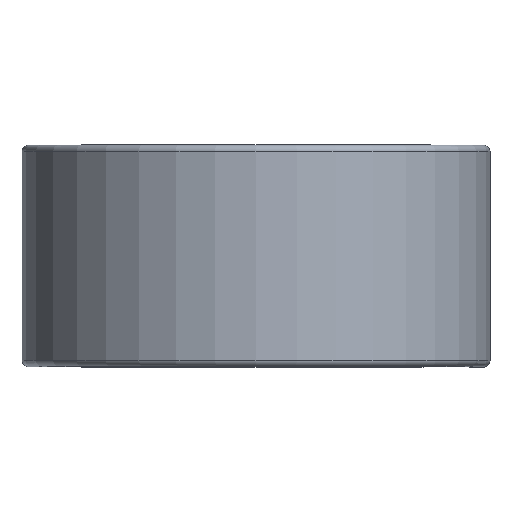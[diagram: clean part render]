
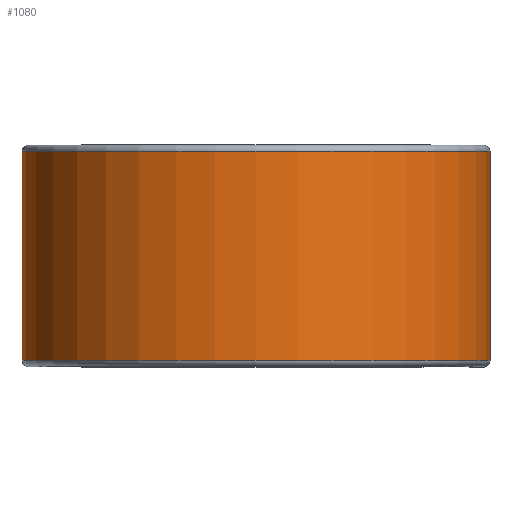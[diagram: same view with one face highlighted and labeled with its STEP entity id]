
A CAD part, top view. The second image highlights one B-rep face of the part: STEP entity #1080.
In plain terms, the highlighted cylindrical face has radius 28.512 mm (diameter 57.023 mm), a partial arc.
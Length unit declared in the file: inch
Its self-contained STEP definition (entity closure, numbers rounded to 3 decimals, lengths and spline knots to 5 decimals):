
#45 = ORIENTED_EDGE ( 'NONE', *, *, #847, .F. ) ;
#88 = CARTESIAN_POINT ( 'NONE',  ( 1.1225, 0.50125, 0. ) ) ;
#101 = EDGE_LOOP ( 'NONE', ( #328, #1474, #45, #459 ) ) ;
#121 = VERTEX_POINT ( 'NONE', #88 ) ;
#283 = VECTOR ( 'NONE', #1279, 39.37008 ) ;
#328 = ORIENTED_EDGE ( 'NONE', *, *, #921, .T. ) ;
#355 = CYLINDRICAL_SURFACE ( 'NONE', #1776, 1.1225 ) ;
#411 = CARTESIAN_POINT ( 'NONE',  ( 0., 0.50125, -1.1225 ) ) ;
#459 = ORIENTED_EDGE ( 'NONE', *, *, #1703, .F. ) ;
#487 = VERTEX_POINT ( 'NONE', #411 ) ;
#503 = CIRCLE ( 'NONE', #755, 1.1225 ) ;
#567 = CARTESIAN_POINT ( 'NONE',  ( 1.1225, 0.50125, 0. ) ) ;
#718 = DIRECTION ( 'NONE',  ( 0., -1., 0. ) ) ;
#729 = CARTESIAN_POINT ( 'NONE',  ( 0., 0.50125, -1.1225 ) ) ;
#755 = AXIS2_PLACEMENT_3D ( 'NONE', #1783, #718, #1950 ) ;
#799 = CARTESIAN_POINT ( 'NONE',  ( 0., 0.5, 0. ) ) ;
#808 = CARTESIAN_POINT ( 'NONE',  ( 0., -0.50125, -1.1225 ) ) ;
#847 = EDGE_CURVE ( 'NONE', #1473, #487, #1427, .T. ) ;
#921 = EDGE_CURVE ( 'NONE', #1229, #121, #2360, .T. ) ;
#977 = DIRECTION ( 'NONE',  ( 0., -1., 0. ) ) ;
#1080 = ADVANCED_FACE ( 'NONE', ( #2243 ), #355, .T. ) ;
#1100 = CIRCLE ( 'NONE', #1730, 1.1225 ) ;
#1123 = DIRECTION ( 'NONE',  ( 0., -1., 0. ) ) ;
#1140 = DIRECTION ( 'NONE',  ( 0., 1., 0. ) ) ;
#1229 = VERTEX_POINT ( 'NONE', #2046 ) ;
#1279 = DIRECTION ( 'NONE',  ( 0., 1., 0. ) ) ;
#1350 = VECTOR ( 'NONE', #1140, 39.37008 ) ;
#1427 = LINE ( 'NONE', #729, #283 ) ;
#1473 = VERTEX_POINT ( 'NONE', #808 ) ;
#1474 = ORIENTED_EDGE ( 'NONE', *, *, #2086, .T. ) ;
#1703 = EDGE_CURVE ( 'NONE', #1229, #1473, #1100, .T. ) ;
#1713 = DIRECTION ( 'NONE',  ( 0., 0., -1. ) ) ;
#1730 = AXIS2_PLACEMENT_3D ( 'NONE', #2138, #1123, #2286 ) ;
#1776 = AXIS2_PLACEMENT_3D ( 'NONE', #799, #977, #1713 ) ;
#1783 = CARTESIAN_POINT ( 'NONE',  ( 0., 0.50125, 0. ) ) ;
#1950 = DIRECTION ( 'NONE',  ( 0., 0., -1. ) ) ;
#2046 = CARTESIAN_POINT ( 'NONE',  ( 1.1225, -0.50125, 0. ) ) ;
#2086 = EDGE_CURVE ( 'NONE', #121, #487, #503, .T. ) ;
#2138 = CARTESIAN_POINT ( 'NONE',  ( 0., -0.50125, 0. ) ) ;
#2243 = FACE_OUTER_BOUND ( 'NONE', #101, .T. ) ;
#2286 = DIRECTION ( 'NONE',  ( 0., 0., -1. ) ) ;
#2360 = LINE ( 'NONE', #567, #1350 ) ;
